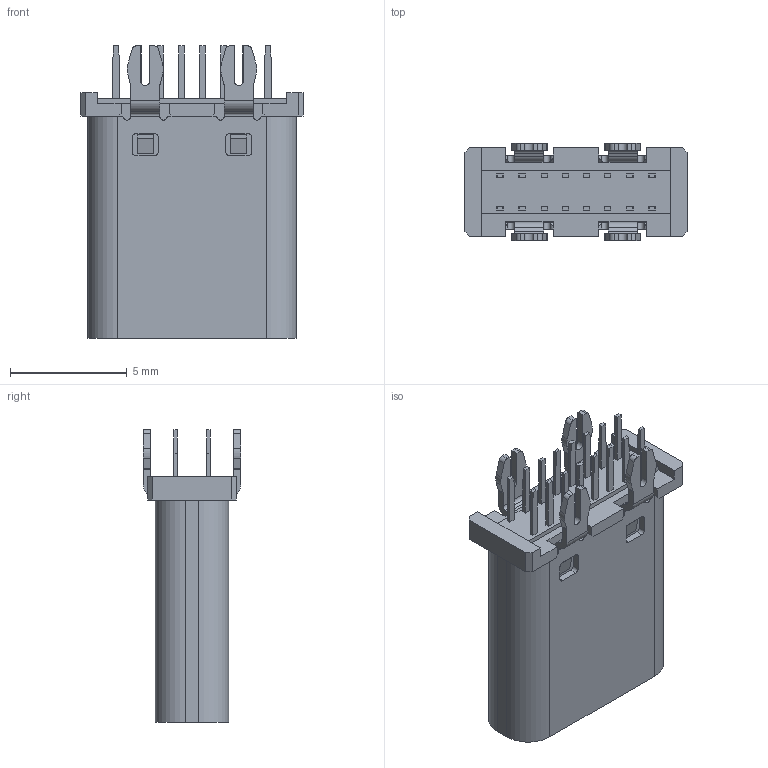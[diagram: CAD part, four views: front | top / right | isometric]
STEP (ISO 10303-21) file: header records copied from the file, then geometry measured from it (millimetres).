
FILE_DESCRIPTION((''),'2;1');
FILE_NAME('TYPEC16PINH10MM','2021-11-03T',('Administrator'),(''),'CREO PARAMETRIC BY PTC INC, 2014500','CREO PARAMETRIC BY PTC INC, 2014500','');
FILE_SCHEMA(('CONFIG_CONTROL_DESIGN'));
Length unit declared in the file: millimetre
Products named in the file (1): TYPEC16PINH10MM
Bounding box: 9.5 x 4.16 x 12.5 mm (x, y, z)
Volume: 198.4 mm3; surface area: 724.1 mm2
Topology: 1 solids, 1 shells, 608 faces, 1683 edges, 1102 vertices
Faces by surface type: plane 440, cylinder 148, cone 16, torus 4
Entity records: 19443 total; most frequent: CARTESIAN_POINT 3566, ORIENTED_EDGE 3366, DIRECTION 3183, EDGE_CURVE 1683, VECTOR 1339, LINE 1339, VERTEX_POINT 1102, AXIS2_PLACEMENT_3D 922
